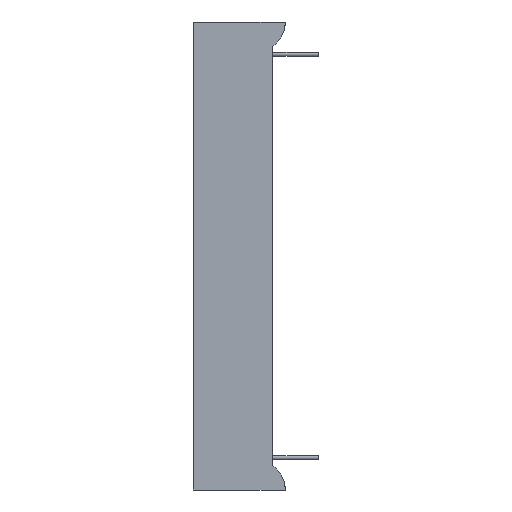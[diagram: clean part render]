
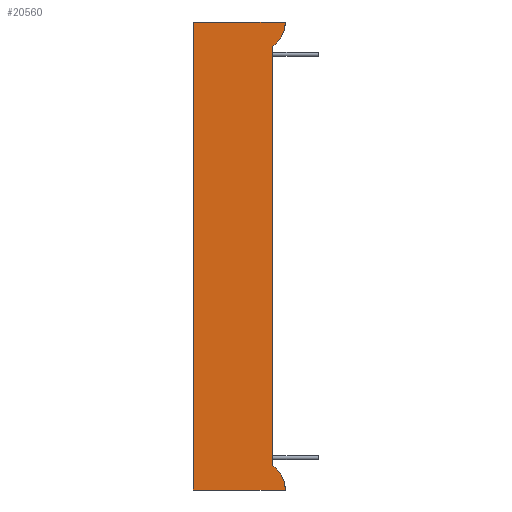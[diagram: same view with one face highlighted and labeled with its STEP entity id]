
A CAD part, left-side view. The second image highlights one B-rep face of the part: STEP entity #20560.
In plain terms, the highlighted planar face has unit normal (-1, 0, 0).
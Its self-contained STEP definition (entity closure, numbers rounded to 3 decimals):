
#778 = VERTEX_POINT ( 'NONE', #5861 ) ;
#881 = AXIS2_PLACEMENT_3D ( 'NONE', #4343, #13183, #1019 ) ;
#1019 = DIRECTION ( 'NONE',  ( 0., 0., -1. ) ) ;
#2133 = EDGE_CURVE ( 'NONE', #778, #20088, #19332, .T. ) ;
#2194 = VERTEX_POINT ( 'NONE', #7136 ) ;
#2665 = CIRCLE ( 'NONE', #881, 3.5 ) ;
#2829 = CIRCLE ( 'NONE', #16173, 3.5 ) ;
#3162 = CARTESIAN_POINT ( 'NONE',  ( -19., 0., -28. ) ) ;
#3736 = LINE ( 'NONE', #16924, #17367 ) ;
#4343 = CARTESIAN_POINT ( 'NONE',  ( -19., -7.5, 28. ) ) ;
#5468 = CARTESIAN_POINT ( 'NONE',  ( -19., -9.5, -25.128 ) ) ;
#5861 = CARTESIAN_POINT ( 'NONE',  ( -19., -11., 28. ) ) ;
#6336 = ORIENTED_EDGE ( 'NONE', *, *, #16824, .F. ) ;
#6625 = VERTEX_POINT ( 'NONE', #3162 ) ;
#7127 = VECTOR ( 'NONE', #7377, 1000. ) ;
#7136 = CARTESIAN_POINT ( 'NONE',  ( -19., -9.5, 25.128 ) ) ;
#7377 = DIRECTION ( 'NONE',  ( 0., 1., 0. ) ) ;
#8269 = DIRECTION ( 'NONE',  ( 0., 0., 1. ) ) ;
#8278 = DIRECTION ( 'NONE',  ( 0., 0., -1. ) ) ;
#8501 = ORIENTED_EDGE ( 'NONE', *, *, #2133, .T. ) ;
#8644 = DIRECTION ( 'NONE',  ( 0., -1., 0. ) ) ;
#8939 = LINE ( 'NONE', #17054, #10603 ) ;
#9143 = EDGE_CURVE ( 'NONE', #2194, #778, #2665, .T. ) ;
#9293 = DIRECTION ( 'NONE',  ( 0., 0., -1. ) ) ;
#9914 = ORIENTED_EDGE ( 'NONE', *, *, #18486, .T. ) ;
#10576 = CARTESIAN_POINT ( 'NONE',  ( -19., -11., -28. ) ) ;
#10603 = VECTOR ( 'NONE', #8278, 1000. ) ;
#11483 = VERTEX_POINT ( 'NONE', #17796 ) ;
#12744 = DIRECTION ( 'NONE',  ( -1., 0., 0. ) ) ;
#13183 = DIRECTION ( 'NONE',  ( -1., 0., 0. ) ) ;
#13540 = ORIENTED_EDGE ( 'NONE', *, *, #15262, .T. ) ;
#13982 = ORIENTED_EDGE ( 'NONE', *, *, #9143, .T. ) ;
#15099 = AXIS2_PLACEMENT_3D ( 'NONE', #22617, #15400, #8269 ) ;
#15262 = EDGE_CURVE ( 'NONE', #20088, #6625, #3736, .T. ) ;
#15400 = DIRECTION ( 'NONE',  ( -1., 0., 0. ) ) ;
#16173 = AXIS2_PLACEMENT_3D ( 'NONE', #21708, #12744, #9293 ) ;
#16571 = EDGE_LOOP ( 'NONE', ( #8501, #13540, #21683, #9914, #6336, #13982 ) ) ;
#16824 = EDGE_CURVE ( 'NONE', #2194, #21336, #8939, .T. ) ;
#16924 = CARTESIAN_POINT ( 'NONE',  ( -19., 0., 0. ) ) ;
#17054 = CARTESIAN_POINT ( 'NONE',  ( -19., -9.5, -28. ) ) ;
#17367 = VECTOR ( 'NONE', #20561, 1000. ) ;
#17796 = CARTESIAN_POINT ( 'NONE',  ( -19., -11., -28. ) ) ;
#18005 = CARTESIAN_POINT ( 'NONE',  ( -19., -11., 28. ) ) ;
#18377 = CARTESIAN_POINT ( 'NONE',  ( -19., 0., 28. ) ) ;
#18462 = FACE_OUTER_BOUND ( 'NONE', #16571, .T. ) ;
#18486 = EDGE_CURVE ( 'NONE', #11483, #21336, #2829, .T. ) ;
#18721 = VECTOR ( 'NONE', #8644, 1000. ) ;
#19332 = LINE ( 'NONE', #18005, #7127 ) ;
#20088 = VERTEX_POINT ( 'NONE', #18377 ) ;
#20560 = ADVANCED_FACE ( 'NONE', ( #18462 ), #22172, .T. ) ;
#20561 = DIRECTION ( 'NONE',  ( 0., 0., -1. ) ) ;
#20732 = EDGE_CURVE ( 'NONE', #6625, #11483, #21524, .T. ) ;
#21336 = VERTEX_POINT ( 'NONE', #5468 ) ;
#21524 = LINE ( 'NONE', #10576, #18721 ) ;
#21683 = ORIENTED_EDGE ( 'NONE', *, *, #20732, .T. ) ;
#21708 = CARTESIAN_POINT ( 'NONE',  ( -19., -7.5, -28. ) ) ;
#22172 = PLANE ( 'NONE',  #15099 ) ;
#22617 = CARTESIAN_POINT ( 'NONE',  ( -19., -11., 0. ) ) ;
